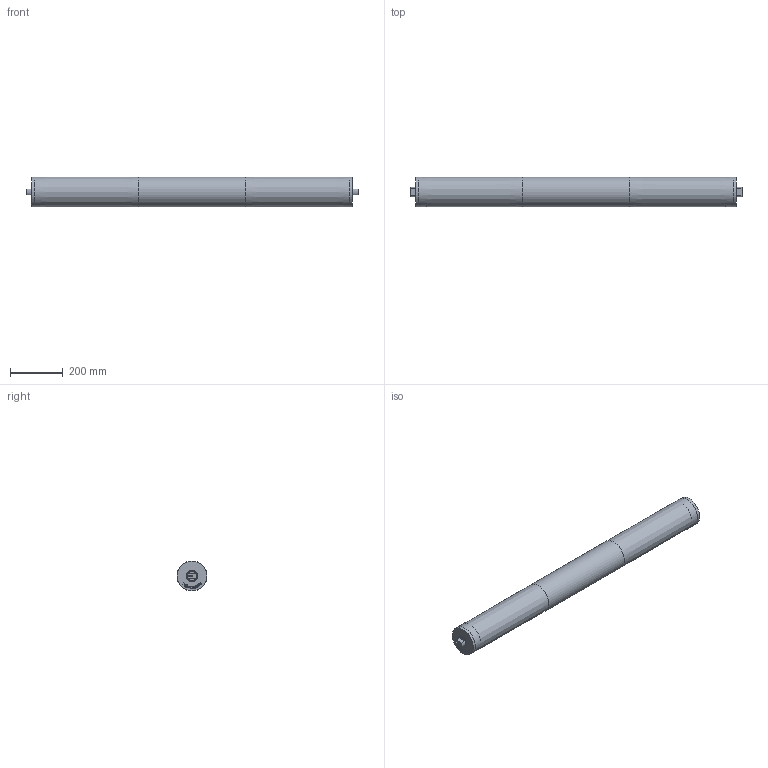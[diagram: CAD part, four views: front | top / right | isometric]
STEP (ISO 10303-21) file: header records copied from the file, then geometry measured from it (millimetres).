
FILE_DESCRIPTION(/* description */ (''),/* implementation_level */ '2;1');
FILE_NAME(/* name */ 'Scandrive L Ø113 RL1212.stp',/* time_stamp */ '2020-12-08T15:00:30+01:00',/* author */ ('guh'),/* organization */ (''),/* preprocessor_version */ 'ST-DEVELOPER v17.2',/* originating_system */ 'Autodesk Inventor 2019',/* authorisation */ '');
FILE_SCHEMA (('AUTOMOTIVE_DESIGN { 1 0 10303 214 3 1 1 }'));
Length unit declared in the file: millimetre
Products named in the file (1): Scandrive L Ø113 RL1212
Bounding box: 1257 x 113.5 x 113.5 mm (x, y, z)
Volume: 1609868.5 mm3; surface area: 875216.6 mm2
Topology: 1 solids, 2 shells, 423 faces, 1137 edges, 766 vertices
Faces by surface type: plane 237, bspline 164, cylinder 18, cone 4
Full cylindrical faces by diameter (mm): 5 x1, 35 x2, 42 x2, 44 x2, 55 x2, 100 x2, 108 x1, 112.3 x2, 112.5 x2, 113.5 x1
Entity records: 14141 total; most frequent: CARTESIAN_POINT 4477, ORIENTED_EDGE 2274, DIRECTION 1403, EDGE_CURVE 1137, VERTEX_POINT 766, LINE 731, VECTOR 731, EDGE_LOOP 471
